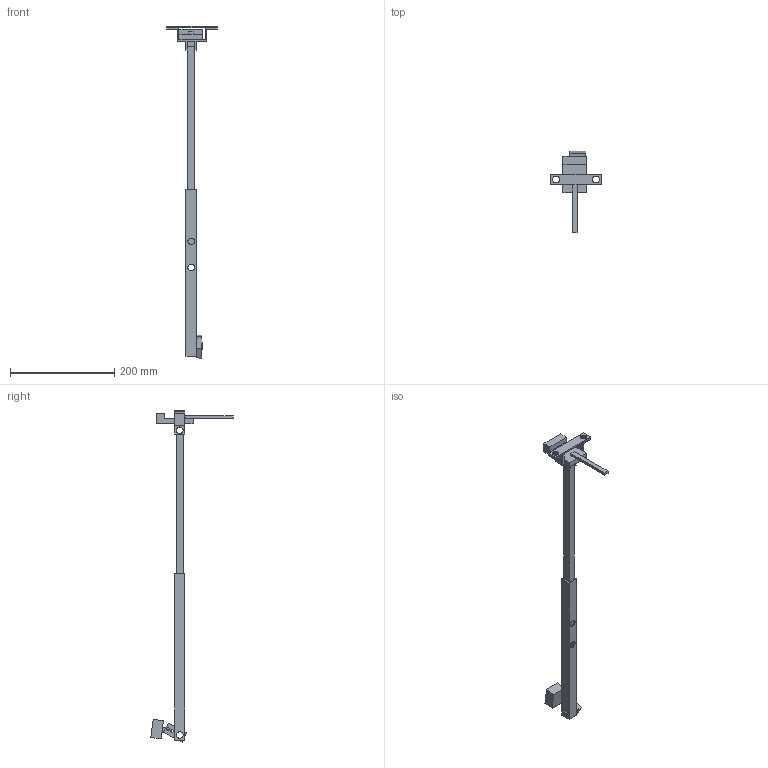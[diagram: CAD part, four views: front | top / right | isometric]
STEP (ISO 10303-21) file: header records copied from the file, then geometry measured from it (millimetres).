
FILE_DESCRIPTION (( 'STEP AP203' ), '1' );
FILE_NAME ('Assem1.STEP', '2019-04-24T15:07:28', ( '' ), ( '' ), 'SwSTEP 2.0', 'SolidWorks 2018', '' );
FILE_SCHEMA (( 'CONFIG_CONTROL_DESIGN' ));
Length unit declared in the file: millimetre
Products named in the file (8): Part 7; Part 1; Part 6; Part 3; Part 4; Assem1; Part 2; Part 5
Assembly tree (7 placements, depth 2):
  Assem1
    Part 1
    Part 2
    Part 4
    Part 3
    Part 5
    Part 6
    Part 7
Bounding box: 96 x 157.8 x 636.29 mm (x, y, z)
Volume: 199422.1 mm3; surface area: 110995.9 mm2
Topology: 7 solids, 7 shells, 120 faces, 314 edges, 208 vertices
Faces by surface type: plane 84, cylinder 36
Entity records: 4616 total; most frequent: CARTESIAN_POINT 652, DIRECTION 650, ORIENTED_EDGE 628, EDGE_CURVE 314, LINE 238, VECTOR 238, VERTEX_POINT 208, AXIS2_PLACEMENT_3D 206
